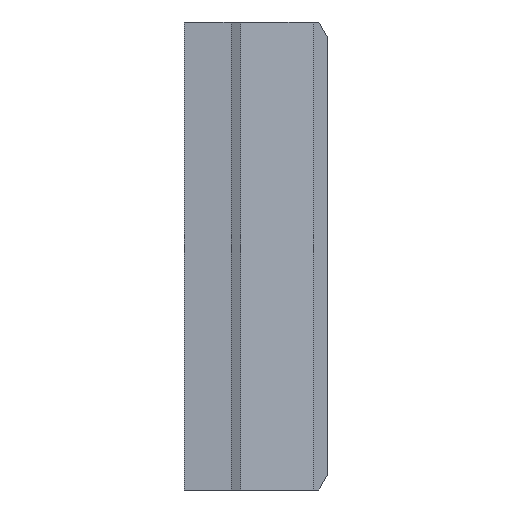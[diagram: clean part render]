
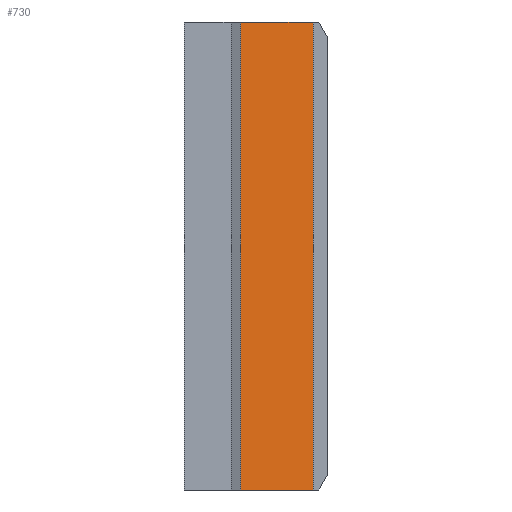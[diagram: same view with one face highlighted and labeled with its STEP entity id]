
A CAD part, left-side view. The second image highlights one B-rep face of the part: STEP entity #730.
In plain terms, the highlighted planar face has unit normal (-0.763, -0.647, 0).
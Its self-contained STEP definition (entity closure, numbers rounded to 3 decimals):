
#5 = DIRECTION ( 'NONE',  ( -0.647, 0.763, 0. ) ) ;
#43 = VECTOR ( 'NONE', #706, 1000. ) ;
#98 = VERTEX_POINT ( 'NONE', #100 ) ;
#100 = CARTESIAN_POINT ( 'NONE',  ( -17., -1.986, 20. ) ) ;
#110 = CARTESIAN_POINT ( 'NONE',  ( -17., -1.986, -20. ) ) ;
#121 = ORIENTED_EDGE ( 'NONE', *, *, #2655, .F. ) ;
#370 = LINE ( 'NONE', #2008, #2406 ) ;
#706 = DIRECTION ( 'NONE',  ( -0.647, 0.763, 0. ) ) ;
#730 = ADVANCED_FACE ( 'NONE', ( #2377 ), #1277, .T. ) ;
#735 = VECTOR ( 'NONE', #5, 1000. ) ;
#813 = CARTESIAN_POINT ( 'NONE',  ( -22.224, 4.177, -18.3 ) ) ;
#837 = CARTESIAN_POINT ( 'NONE',  ( -22.224, 4.177, 20. ) ) ;
#876 = VECTOR ( 'NONE', #2282, 1000. ) ;
#987 = AXIS2_PLACEMENT_3D ( 'NONE', #813, #2650, #2524 ) ;
#1093 = LINE ( 'NONE', #2324, #43 ) ;
#1270 = ORIENTED_EDGE ( 'NONE', *, *, #1952, .T. ) ;
#1277 = PLANE ( 'NONE',  #987 ) ;
#1330 = LINE ( 'NONE', #837, #735 ) ;
#1463 = LINE ( 'NONE', #2002, #876 ) ;
#1504 = VERTEX_POINT ( 'NONE', #110 ) ;
#1649 = EDGE_CURVE ( 'NONE', #98, #2223, #1330, .T. ) ;
#1718 = EDGE_LOOP ( 'NONE', ( #2638, #121, #1842, #1270 ) ) ;
#1775 = VERTEX_POINT ( 'NONE', #1992 ) ;
#1842 = ORIENTED_EDGE ( 'NONE', *, *, #1649, .T. ) ;
#1849 = EDGE_CURVE ( 'NONE', #1504, #1775, #1093, .T. ) ;
#1952 = EDGE_CURVE ( 'NONE', #2223, #1775, #370, .T. ) ;
#1992 = CARTESIAN_POINT ( 'NONE',  ( -22.224, 4.177, -20. ) ) ;
#2002 = CARTESIAN_POINT ( 'NONE',  ( -17., -1.986, -18.3 ) ) ;
#2008 = CARTESIAN_POINT ( 'NONE',  ( -22.224, 4.177, -18.3 ) ) ;
#2223 = VERTEX_POINT ( 'NONE', #2684 ) ;
#2282 = DIRECTION ( 'NONE',  ( 0., 0., -1. ) ) ;
#2324 = CARTESIAN_POINT ( 'NONE',  ( -22.224, 4.177, -20. ) ) ;
#2357 = DIRECTION ( 'NONE',  ( 0., 0., -1. ) ) ;
#2377 = FACE_OUTER_BOUND ( 'NONE', #1718, .T. ) ;
#2406 = VECTOR ( 'NONE', #2357, 1000. ) ;
#2524 = DIRECTION ( 'NONE',  ( 0.647, -0.763, 0. ) ) ;
#2638 = ORIENTED_EDGE ( 'NONE', *, *, #1849, .F. ) ;
#2650 = DIRECTION ( 'NONE',  ( -0.763, -0.647, 0. ) ) ;
#2655 = EDGE_CURVE ( 'NONE', #98, #1504, #1463, .T. ) ;
#2684 = CARTESIAN_POINT ( 'NONE',  ( -22.224, 4.177, 20. ) ) ;
